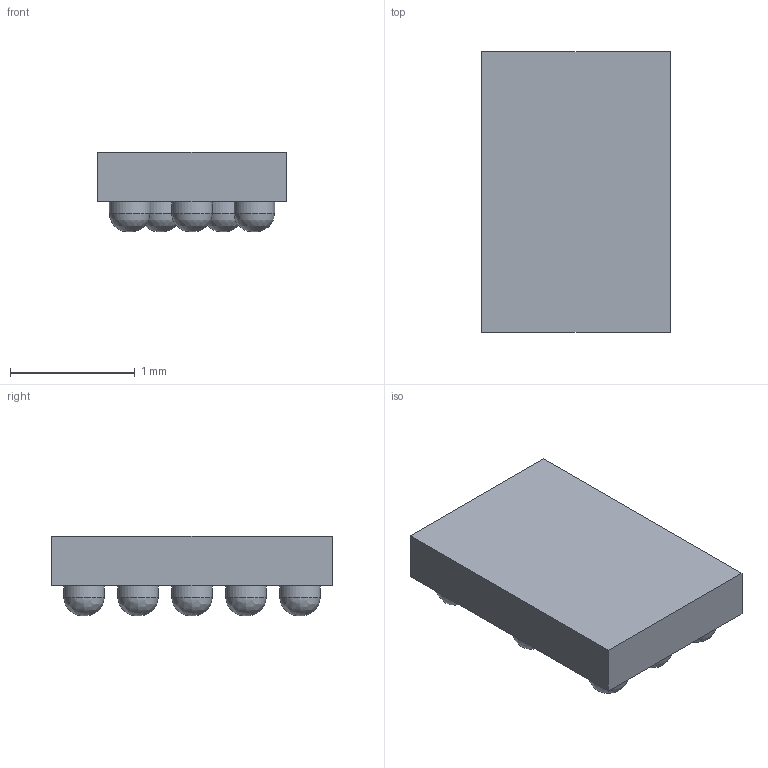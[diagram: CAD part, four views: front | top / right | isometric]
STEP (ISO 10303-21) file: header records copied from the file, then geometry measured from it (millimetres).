
FILE_DESCRIPTION(/* description */ (''),/* implementation_level */ '2;1');
FILE_NAME(/* name */ 'AS1170.step',/* time_stamp */ '2024-07-26T18:33:46-04:00',/* author */ (''),/* organization */ (''),/* preprocessor_version */ 'ST-DEVELOPER v20',/* originating_system */ 'Autodesk Translation Framework v13.14.0.145',/* authorisation */ '');
FILE_SCHEMA (('AUTOMOTIVE_DESIGN { 1 0 10303 214 3 1 1 }'));
Length unit declared in the file: millimetre
Products named in the file (1): FusionComponent
Bounding box: 1.51 x 2.25 x 0.64 mm (x, y, z)
Volume: 1.6 mm3; surface area: 14.2 mm2
Topology: 14 solids, 14 shells, 58 faces, 77 edges, 47 vertices
Faces by surface type: plane 32, bspline 13, cylinder 13
Full cylindrical faces by diameter (mm): 0.325 x13
Entity records: 1529 total; most frequent: CARTESIAN_POINT 521, DIRECTION 221, ORIENTED_EDGE 154, AXIS2_PLACEMENT_3D 98, EDGE_CURVE 77, FACE_OUTER_BOUND 58, EDGE_LOOP 58, ADVANCED_FACE 58
